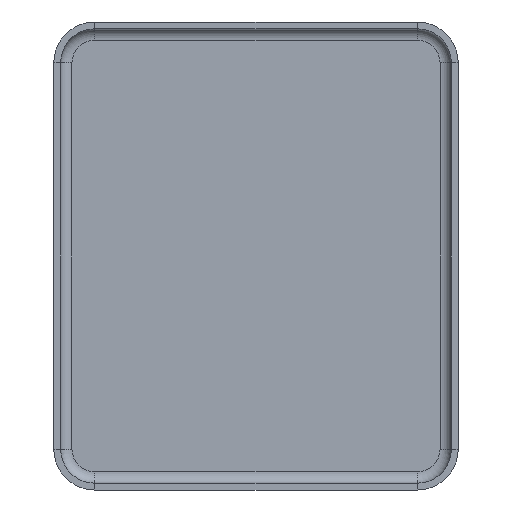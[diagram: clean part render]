
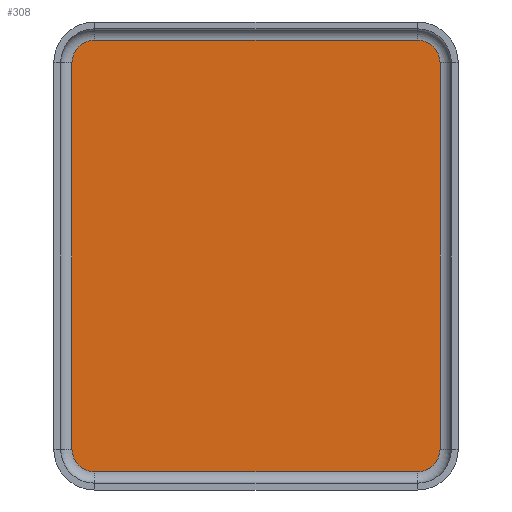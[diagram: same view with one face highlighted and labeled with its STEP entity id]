
A CAD part, front view. The second image highlights one B-rep face of the part: STEP entity #308.
In plain terms, the highlighted planar face has unit normal (0, -1, 0).
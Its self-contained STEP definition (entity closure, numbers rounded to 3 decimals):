
#1 = CARTESIAN_POINT ( 'NONE',  ( 8.1, -0.3, 8.5 ) ) ;
#4 = EDGE_CURVE ( 'NONE', #111, #715, #826, .T. ) ;
#5 = EDGE_CURVE ( 'NONE', #391, #111, #677, .T. ) ;
#19 = VERTEX_POINT ( 'NONE', #377 ) ;
#20 = CARTESIAN_POINT ( 'NONE',  ( -8.1, -0.3, -8.5 ) ) ;
#21 = CARTESIAN_POINT ( 'NONE',  ( -7.1, -0.3, -8.5 ) ) ;
#62 = PLANE ( 'NONE',  #314 ) ;
#105 = DIRECTION ( 'NONE',  ( 0., 1., 0. ) ) ;
#109 = DIRECTION ( 'NONE',  ( 0., 0., 1. ) ) ;
#111 = VERTEX_POINT ( 'NONE', #20 ) ;
#148 = DIRECTION ( 'NONE',  ( 0., 0., -1. ) ) ;
#160 = VECTOR ( 'NONE', #370, 1000. ) ;
#165 = CARTESIAN_POINT ( 'NONE',  ( -7.1, -0.3, -9.5 ) ) ;
#182 = AXIS2_PLACEMENT_3D ( 'NONE', #386, #206, #388 ) ;
#185 = AXIS2_PLACEMENT_3D ( 'NONE', #863, #956, #415 ) ;
#194 = DIRECTION ( 'NONE',  ( 0., 0., 1. ) ) ;
#206 = DIRECTION ( 'NONE',  ( 0., 1., 0. ) ) ;
#219 = CIRCLE ( 'NONE', #185, 1. ) ;
#243 = EDGE_CURVE ( 'NONE', #498, #391, #1044, .T. ) ;
#263 = CARTESIAN_POINT ( 'NONE',  ( 7.1, -0.3, -9.5 ) ) ;
#308 = ADVANCED_FACE ( 'NONE', ( #853 ), #62, .T. ) ;
#314 = AXIS2_PLACEMENT_3D ( 'NONE', #694, #330, #148 ) ;
#322 = ORIENTED_EDGE ( 'NONE', *, *, #614, .F. ) ;
#330 = DIRECTION ( 'NONE',  ( 0., -1., 0. ) ) ;
#344 = EDGE_CURVE ( 'NONE', #1047, #19, #407, .T. ) ;
#370 = DIRECTION ( 'NONE',  ( 0., 0., 1. ) ) ;
#377 = CARTESIAN_POINT ( 'NONE',  ( 8.1, -0.3, -8.5 ) ) ;
#382 = CARTESIAN_POINT ( 'NONE',  ( 7.1, -0.3, -8.5 ) ) ;
#386 = CARTESIAN_POINT ( 'NONE',  ( -7.1, -0.3, 8.5 ) ) ;
#388 = DIRECTION ( 'NONE',  ( 0., 0., 1. ) ) ;
#391 = VERTEX_POINT ( 'NONE', #165 ) ;
#407 = LINE ( 'NONE', #972, #1139 ) ;
#415 = DIRECTION ( 'NONE',  ( 0., 0., 1. ) ) ;
#439 = CARTESIAN_POINT ( 'NONE',  ( 7.1, -0.3, 9.5 ) ) ;
#456 = LINE ( 'NONE', #554, #778 ) ;
#468 = DIRECTION ( 'NONE',  ( 0., 1., 0. ) ) ;
#498 = VERTEX_POINT ( 'NONE', #263 ) ;
#523 = VERTEX_POINT ( 'NONE', #439 ) ;
#536 = VERTEX_POINT ( 'NONE', #1164 ) ;
#554 = CARTESIAN_POINT ( 'NONE',  ( -7.1, -0.3, 9.5 ) ) ;
#578 = ORIENTED_EDGE ( 'NONE', *, *, #1012, .F. ) ;
#614 = EDGE_CURVE ( 'NONE', #536, #523, #456, .T. ) ;
#641 = ORIENTED_EDGE ( 'NONE', *, *, #243, .F. ) ;
#662 = ORIENTED_EDGE ( 'NONE', *, *, #5, .F. ) ;
#677 = CIRCLE ( 'NONE', #1091, 1. ) ;
#694 = CARTESIAN_POINT ( 'NONE',  ( 7.1, -0.3, 8.5 ) ) ;
#715 = VERTEX_POINT ( 'NONE', #1020 ) ;
#721 = CIRCLE ( 'NONE', #182, 1. ) ;
#729 = DIRECTION ( 'NONE',  ( 1., 0., 0. ) ) ;
#775 = DIRECTION ( 'NONE',  ( 0., 0., -1. ) ) ;
#778 = VECTOR ( 'NONE', #729, 1000. ) ;
#791 = VECTOR ( 'NONE', #816, 1000. ) ;
#811 = EDGE_CURVE ( 'NONE', #523, #1047, #219, .T. ) ;
#816 = DIRECTION ( 'NONE',  ( -1., 0., 0. ) ) ;
#826 = LINE ( 'NONE', #1104, #160 ) ;
#843 = ORIENTED_EDGE ( 'NONE', *, *, #811, .F. ) ;
#849 = EDGE_CURVE ( 'NONE', #19, #498, #909, .T. ) ;
#853 = FACE_OUTER_BOUND ( 'NONE', #1061, .T. ) ;
#863 = CARTESIAN_POINT ( 'NONE',  ( 7.1, -0.3, 8.5 ) ) ;
#897 = ORIENTED_EDGE ( 'NONE', *, *, #849, .F. ) ;
#909 = CIRCLE ( 'NONE', #940, 1. ) ;
#940 = AXIS2_PLACEMENT_3D ( 'NONE', #382, #468, #109 ) ;
#956 = DIRECTION ( 'NONE',  ( 0., 1., 0. ) ) ;
#972 = CARTESIAN_POINT ( 'NONE',  ( 8.1, -0.3, 8.5 ) ) ;
#1002 = ORIENTED_EDGE ( 'NONE', *, *, #344, .F. ) ;
#1012 = EDGE_CURVE ( 'NONE', #715, #536, #721, .T. ) ;
#1020 = CARTESIAN_POINT ( 'NONE',  ( -8.1, -0.3, 8.5 ) ) ;
#1044 = LINE ( 'NONE', #1135, #791 ) ;
#1047 = VERTEX_POINT ( 'NONE', #1 ) ;
#1061 = EDGE_LOOP ( 'NONE', ( #843, #322, #578, #1161, #662, #641, #897, #1002 ) ) ;
#1091 = AXIS2_PLACEMENT_3D ( 'NONE', #21, #105, #194 ) ;
#1104 = CARTESIAN_POINT ( 'NONE',  ( -8.1, -0.3, -8.5 ) ) ;
#1135 = CARTESIAN_POINT ( 'NONE',  ( 7.1, -0.3, -9.5 ) ) ;
#1139 = VECTOR ( 'NONE', #775, 1000. ) ;
#1161 = ORIENTED_EDGE ( 'NONE', *, *, #4, .F. ) ;
#1164 = CARTESIAN_POINT ( 'NONE',  ( -7.1, -0.3, 9.5 ) ) ;
